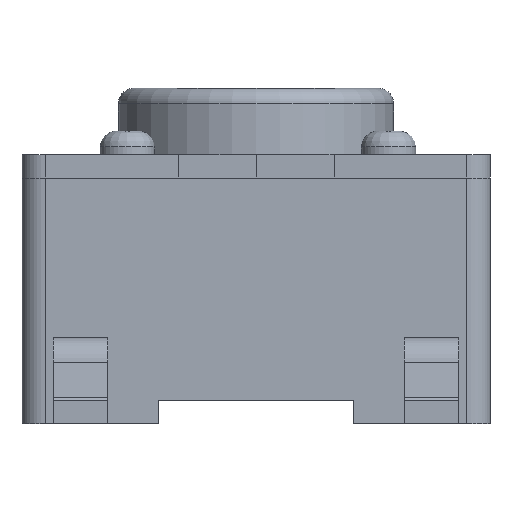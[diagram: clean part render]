
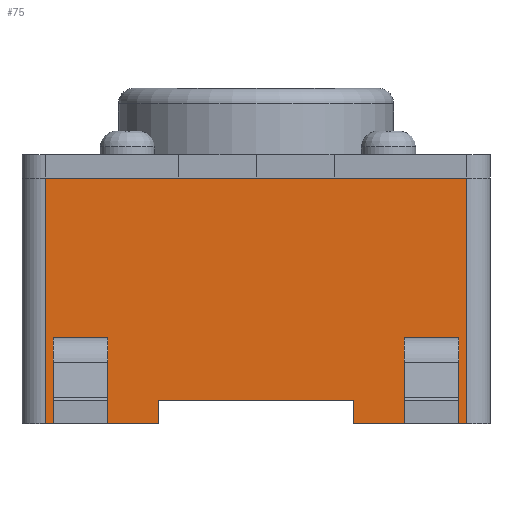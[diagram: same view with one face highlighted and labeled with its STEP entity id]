
A CAD part, left-side view. The second image highlights one B-rep face of the part: STEP entity #75.
In plain terms, the highlighted planar face has unit normal (-1, 0, 0).
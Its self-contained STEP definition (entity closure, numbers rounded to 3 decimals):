
#75 = ADVANCED_FACE('',(#76),#142,.T.);
#76 = FACE_BOUND('',#77,.T.);
#77 = EDGE_LOOP('',(#78,#88,#96,#104,#112,#120,#128,#136));
#78 = ORIENTED_EDGE('',*,*,#79,.F.);
#79 = EDGE_CURVE('',#80,#82,#84,.T.);
#80 = VERTEX_POINT('',#81);
#81 = CARTESIAN_POINT('',(-3.,-2.7,0.));
#82 = VERTEX_POINT('',#83);
#83 = CARTESIAN_POINT('',(-3.,-1.25,0.));
#84 = LINE('',#85,#86);
#85 = CARTESIAN_POINT('',(-3.,-3.,0.));
#86 = VECTOR('',#87,1.);
#87 = DIRECTION('',(0.,1.,0.));
#88 = ORIENTED_EDGE('',*,*,#89,.T.);
#89 = EDGE_CURVE('',#80,#90,#92,.T.);
#90 = VERTEX_POINT('',#91);
#91 = CARTESIAN_POINT('',(-3.,-2.7,3.15));
#92 = LINE('',#93,#94);
#93 = CARTESIAN_POINT('',(-3.,-2.7,0.));
#94 = VECTOR('',#95,1.);
#95 = DIRECTION('',(0.,0.,1.));
#96 = ORIENTED_EDGE('',*,*,#97,.T.);
#97 = EDGE_CURVE('',#90,#98,#100,.T.);
#98 = VERTEX_POINT('',#99);
#99 = CARTESIAN_POINT('',(-3.,2.7,3.15));
#100 = LINE('',#101,#102);
#101 = CARTESIAN_POINT('',(-3.,-3.,3.15));
#102 = VECTOR('',#103,1.);
#103 = DIRECTION('',(0.,1.,0.));
#104 = ORIENTED_EDGE('',*,*,#105,.F.);
#105 = EDGE_CURVE('',#106,#98,#108,.T.);
#106 = VERTEX_POINT('',#107);
#107 = CARTESIAN_POINT('',(-3.,2.7,0.));
#108 = LINE('',#109,#110);
#109 = CARTESIAN_POINT('',(-3.,2.7,0.));
#110 = VECTOR('',#111,1.);
#111 = DIRECTION('',(0.,0.,1.));
#112 = ORIENTED_EDGE('',*,*,#113,.F.);
#113 = EDGE_CURVE('',#114,#106,#116,.T.);
#114 = VERTEX_POINT('',#115);
#115 = CARTESIAN_POINT('',(-3.,1.25,0.));
#116 = LINE('',#117,#118);
#117 = CARTESIAN_POINT('',(-3.,-3.,0.));
#118 = VECTOR('',#119,1.);
#119 = DIRECTION('',(0.,1.,0.));
#120 = ORIENTED_EDGE('',*,*,#121,.T.);
#121 = EDGE_CURVE('',#114,#122,#124,.T.);
#122 = VERTEX_POINT('',#123);
#123 = CARTESIAN_POINT('',(-3.,1.25,0.3));
#124 = LINE('',#125,#126);
#125 = CARTESIAN_POINT('',(-3.,1.25,0.));
#126 = VECTOR('',#127,1.);
#127 = DIRECTION('',(0.,0.,1.));
#128 = ORIENTED_EDGE('',*,*,#129,.T.);
#129 = EDGE_CURVE('',#122,#130,#132,.T.);
#130 = VERTEX_POINT('',#131);
#131 = CARTESIAN_POINT('',(-3.,-1.25,0.3));
#132 = LINE('',#133,#134);
#133 = CARTESIAN_POINT('',(-3.,1.25,0.3));
#134 = VECTOR('',#135,1.);
#135 = DIRECTION('',(0.,-1.,0.));
#136 = ORIENTED_EDGE('',*,*,#137,.F.);
#137 = EDGE_CURVE('',#82,#130,#138,.T.);
#138 = LINE('',#139,#140);
#139 = CARTESIAN_POINT('',(-3.,-1.25,0.));
#140 = VECTOR('',#141,1.);
#141 = DIRECTION('',(0.,0.,1.));
#142 = PLANE('',#143);
#143 = AXIS2_PLACEMENT_3D('',#144,#145,#146);
#144 = CARTESIAN_POINT('',(-3.,-3.,0.));
#145 = DIRECTION('',(-1.,0.,0.));
#146 = DIRECTION('',(0.,1.,0.));
